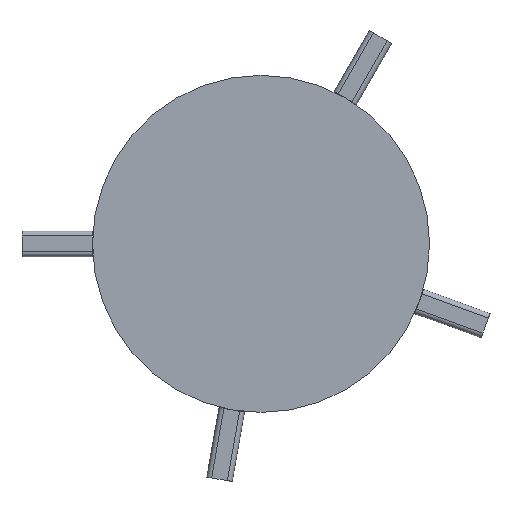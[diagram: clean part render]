
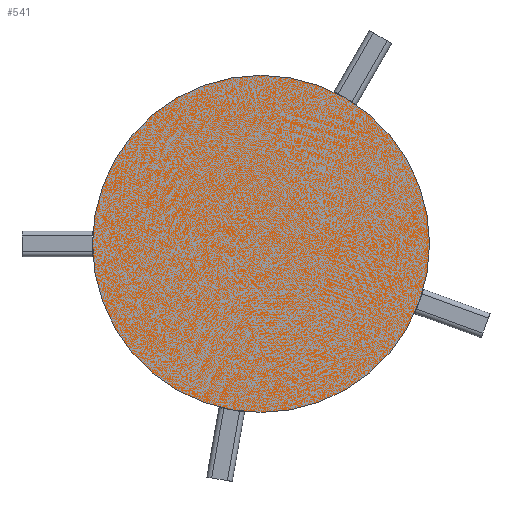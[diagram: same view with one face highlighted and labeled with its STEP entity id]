
A CAD part, front view. The second image highlights one B-rep face of the part: STEP entity #541.
In plain terms, the highlighted planar face has unit normal (0, -1, 0).
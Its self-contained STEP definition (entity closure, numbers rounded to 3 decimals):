
#114 = EDGE_CURVE ( 'NONE', #230, #231, #141, .T. ) ;
#116 = DIRECTION ( 'NONE',  ( 0., 0., 1. ) ) ;
#126 = PLANE ( 'NONE',  #246 ) ;
#131 = CARTESIAN_POINT ( 'NONE',  ( 0., 0., 0. ) ) ;
#141 = CIRCLE ( 'NONE', #600, 27.5 ) ;
#191 = CARTESIAN_POINT ( 'NONE',  ( 0., 0., -27.5 ) ) ;
#230 = VERTEX_POINT ( 'NONE', #553 ) ;
#231 = VERTEX_POINT ( 'NONE', #191 ) ;
#246 = AXIS2_PLACEMENT_3D ( 'NONE', #131, #1141, #491 ) ;
#465 = CIRCLE ( 'NONE', #613, 27.5 ) ;
#491 = DIRECTION ( 'NONE',  ( 0., 0., 1. ) ) ;
#541 = ADVANCED_FACE ( 'NONE', ( #681 ), #126, .F. ) ;
#553 = CARTESIAN_POINT ( 'NONE',  ( 0., 0., 27.5 ) ) ;
#600 = AXIS2_PLACEMENT_3D ( 'NONE', #812, #778, #633 ) ;
#613 = AXIS2_PLACEMENT_3D ( 'NONE', #749, #938, #116 ) ;
#622 = ORIENTED_EDGE ( 'NONE', *, *, #114, .F. ) ;
#633 = DIRECTION ( 'NONE',  ( 0., 0., 1. ) ) ;
#681 = FACE_OUTER_BOUND ( 'NONE', #817, .T. ) ;
#749 = CARTESIAN_POINT ( 'NONE',  ( 0., 0., 0. ) ) ;
#778 = DIRECTION ( 'NONE',  ( 0., 1., 0. ) ) ;
#812 = CARTESIAN_POINT ( 'NONE',  ( 0., 0., 0. ) ) ;
#817 = EDGE_LOOP ( 'NONE', ( #1076, #622 ) ) ;
#938 = DIRECTION ( 'NONE',  ( 0., 1., 0. ) ) ;
#1076 = ORIENTED_EDGE ( 'NONE', *, *, #1096, .F. ) ;
#1096 = EDGE_CURVE ( 'NONE', #231, #230, #465, .T. ) ;
#1141 = DIRECTION ( 'NONE',  ( 0., 1., 0. ) ) ;
